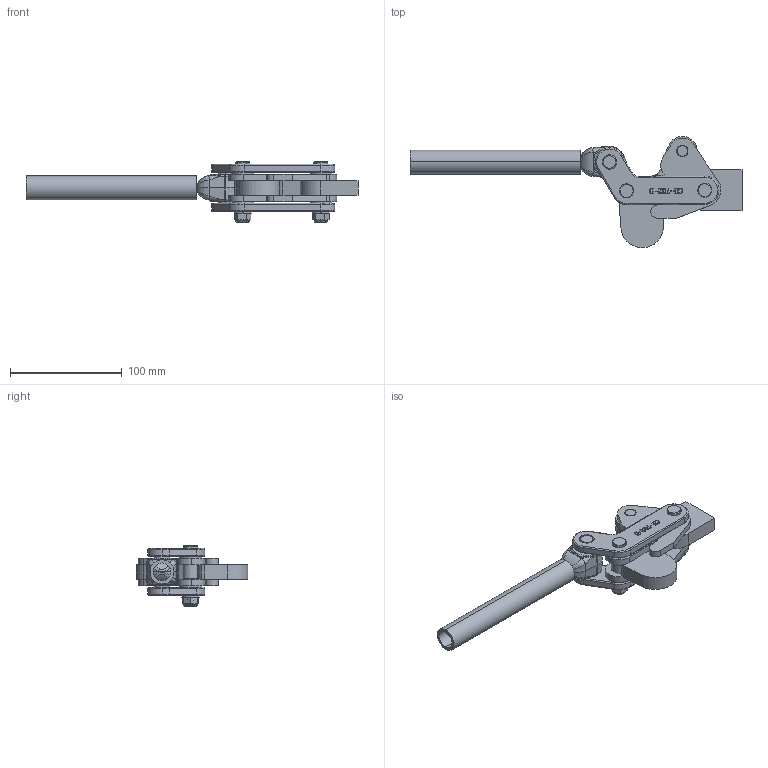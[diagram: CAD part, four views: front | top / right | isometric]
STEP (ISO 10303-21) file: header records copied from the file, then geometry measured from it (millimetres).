
FILE_DESCRIPTION (( 'STEP AP203' ), '1' );
FILE_NAME ('CH-702-D.STEP', '2017-12-08T02:33:09', ( 'Windows' ), ( 'Microsoft' ), 'SwSTEP 2.0', 'SolidWorks 2015', '' );
FILE_SCHEMA (( 'CONFIG_CONTROL_DESIGN' ));
Length unit declared in the file: millimetre
Products named in the file (14): 702-D-06; 702-D-02; 702-D-05; 702-D-08; 3-8-16 LOCK NUT; 702-D-01; 702-D-12; 702-D-10; 702-D-09; 702-D-11; CH-702-D; 702-D-04; 702-D-03; 702-D-07
Assembly tree (24 placements, depth 2):
  CH-702-D
    702-D-02
    702-D-08  x3
    702-D-01  x2
    702-D-10
    702-D-11  x4
    702-D-04
    702-D-03  x2
    702-D-07  x2
    702-D-06  x2
    702-D-05
    3-8-16 LOCK NUT  x2
    702-D-12  x2
    702-D-09
Bounding box: 297.46 x 99.64 x 54.6 mm (x, y, z)
Volume: 204891.7 mm3; surface area: 92926.2 mm2
Topology: 26 solids, 26 shells, 2685 faces, 7622 edges, 5036 vertices
Faces by surface type: plane 1731, cylinder 613, bspline 213, cone 82, torus 42, sphere 4
Entity records: 63752 total; most frequent: CARTESIAN_POINT 21407, ORIENTED_EDGE 8976, DIRECTION 7795, EDGE_CURVE 4488, VECTOR 2983, LINE 2983, VERTEX_POINT 2955, AXIS2_PLACEMENT_3D 2406
